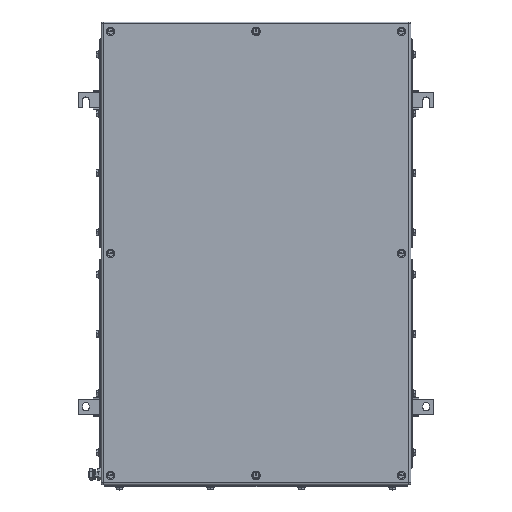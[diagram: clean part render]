
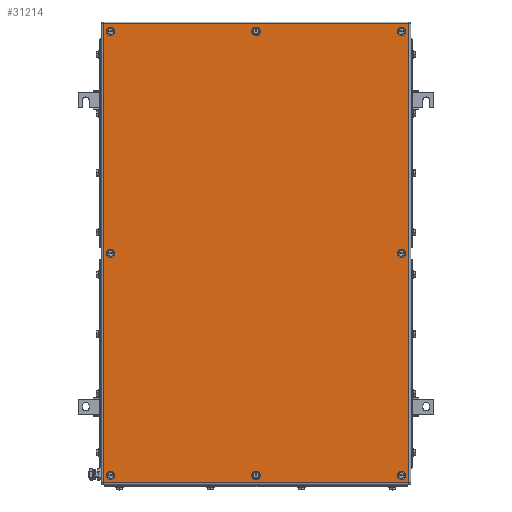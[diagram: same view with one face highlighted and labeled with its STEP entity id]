
A CAD part, top view. The second image highlights one B-rep face of the part: STEP entity #31214.
In plain terms, the highlighted planar face has unit normal (0, 0, 1).
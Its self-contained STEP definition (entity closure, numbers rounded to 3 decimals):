
#31016=AXIS2_PLACEMENT_3D('Circle Axis2P3D',#31014,#31015,$) ;
#31043=AXIS2_PLACEMENT_3D('Plane Axis2P3D',#31040,#31041,#31042) ;
#31081=AXIS2_PLACEMENT_3D('Circle Axis2P3D',#31079,#31080,$) ;
#31090=AXIS2_PLACEMENT_3D('Circle Axis2P3D',#31088,#31089,$) ;
#31099=AXIS2_PLACEMENT_3D('Circle Axis2P3D',#31097,#31098,$) ;
#31108=AXIS2_PLACEMENT_3D('Circle Axis2P3D',#31106,#31107,$) ;
#31117=AXIS2_PLACEMENT_3D('Circle Axis2P3D',#31115,#31116,$) ;
#31126=AXIS2_PLACEMENT_3D('Circle Axis2P3D',#31124,#31125,$) ;
#31135=AXIS2_PLACEMENT_3D('Circle Axis2P3D',#31133,#31134,$) ;
#31144=AXIS2_PLACEMENT_3D('Circle Axis2P3D',#31142,#31143,$) ;
#31153=AXIS2_PLACEMENT_3D('Circle Axis2P3D',#31151,#31152,$) ;
#31162=AXIS2_PLACEMENT_3D('Circle Axis2P3D',#31160,#31161,$) ;
#31171=AXIS2_PLACEMENT_3D('Circle Axis2P3D',#31169,#31170,$) ;
#31180=AXIS2_PLACEMENT_3D('Circle Axis2P3D',#31178,#31179,$) ;
#31189=AXIS2_PLACEMENT_3D('Circle Axis2P3D',#31187,#31188,$) ;
#31198=AXIS2_PLACEMENT_3D('Circle Axis2P3D',#31196,#31197,$) ;
#31207=AXIS2_PLACEMENT_3D('Circle Axis2P3D',#31205,#31206,$) ;
#31011=CARTESIAN_POINT('Vertex',(291.,23.5,153.5)) ;
#31014=CARTESIAN_POINT('Axis2P3D Location',(294.5,23.5,153.5)) ;
#31018=CARTESIAN_POINT('Vertex',(298.,23.5,153.5)) ;
#31040=CARTESIAN_POINT('Axis2P3D Location',(294.5,392.,153.5)) ;
#31045=CARTESIAN_POINT('Line Origine',(294.5,772.5,153.5)) ;
#31049=CARTESIAN_POINT('Vertex',(548.,772.5,153.5)) ;
#31051=CARTESIAN_POINT('Vertex',(41.,772.5,153.5)) ;
#31054=CARTESIAN_POINT('Line Origine',(41.,392.,153.5)) ;
#31058=CARTESIAN_POINT('Vertex',(41.,11.5,153.5)) ;
#31061=CARTESIAN_POINT('Line Origine',(294.5,11.5,153.5)) ;
#31065=CARTESIAN_POINT('Vertex',(548.,11.5,153.5)) ;
#31068=CARTESIAN_POINT('Line Origine',(548.,392.,153.5)) ;
#31079=CARTESIAN_POINT('Axis2P3D Location',(294.5,23.5,153.5)) ;
#31088=CARTESIAN_POINT('Axis2P3D Location',(294.5,760.5,153.5)) ;
#31092=CARTESIAN_POINT('Vertex',(298.,760.5,153.5)) ;
#31094=CARTESIAN_POINT('Vertex',(291.,760.5,153.5)) ;
#31097=CARTESIAN_POINT('Axis2P3D Location',(294.5,760.5,153.5)) ;
#31106=CARTESIAN_POINT('Axis2P3D Location',(53.,392.,153.5)) ;
#31110=CARTESIAN_POINT('Vertex',(49.5,392.,153.5)) ;
#31112=CARTESIAN_POINT('Vertex',(56.5,392.,153.5)) ;
#31115=CARTESIAN_POINT('Axis2P3D Location',(53.,392.,153.5)) ;
#31124=CARTESIAN_POINT('Axis2P3D Location',(536.,392.,153.5)) ;
#31128=CARTESIAN_POINT('Vertex',(539.5,392.,153.5)) ;
#31130=CARTESIAN_POINT('Vertex',(532.5,392.,153.5)) ;
#31133=CARTESIAN_POINT('Axis2P3D Location',(536.,392.,153.5)) ;
#31142=CARTESIAN_POINT('Axis2P3D Location',(53.,760.5,153.5)) ;
#31146=CARTESIAN_POINT('Vertex',(49.5,760.5,153.5)) ;
#31148=CARTESIAN_POINT('Vertex',(56.5,760.5,153.5)) ;
#31151=CARTESIAN_POINT('Axis2P3D Location',(53.,760.5,153.5)) ;
#31160=CARTESIAN_POINT('Axis2P3D Location',(53.,23.5,153.5)) ;
#31164=CARTESIAN_POINT('Vertex',(49.5,23.5,153.5)) ;
#31166=CARTESIAN_POINT('Vertex',(56.5,23.5,153.5)) ;
#31169=CARTESIAN_POINT('Axis2P3D Location',(53.,23.5,153.5)) ;
#31178=CARTESIAN_POINT('Axis2P3D Location',(536.,23.5,153.5)) ;
#31182=CARTESIAN_POINT('Vertex',(539.5,23.5,153.5)) ;
#31184=CARTESIAN_POINT('Vertex',(532.5,23.5,153.5)) ;
#31187=CARTESIAN_POINT('Axis2P3D Location',(536.,23.5,153.5)) ;
#31196=CARTESIAN_POINT('Axis2P3D Location',(536.,760.5,153.5)) ;
#31200=CARTESIAN_POINT('Vertex',(539.5,760.5,153.5)) ;
#31202=CARTESIAN_POINT('Vertex',(532.5,760.5,153.5)) ;
#31205=CARTESIAN_POINT('Axis2P3D Location',(536.,760.5,153.5)) ;
#31015=DIRECTION('Axis2P3D Direction',(0.,0.,1.)) ;
#31041=DIRECTION('Axis2P3D Direction',(0.,0.,1.)) ;
#31042=DIRECTION('Axis2P3D XDirection',(1.,0.,0.)) ;
#31046=DIRECTION('Vector Direction',(1.,0.,0.)) ;
#31055=DIRECTION('Vector Direction',(0.,-1.,0.)) ;
#31062=DIRECTION('Vector Direction',(1.,0.,0.)) ;
#31069=DIRECTION('Vector Direction',(0.,1.,0.)) ;
#31080=DIRECTION('Axis2P3D Direction',(0.,0.,1.)) ;
#31089=DIRECTION('Axis2P3D Direction',(0.,0.,1.)) ;
#31098=DIRECTION('Axis2P3D Direction',(0.,0.,1.)) ;
#31107=DIRECTION('Axis2P3D Direction',(0.,0.,1.)) ;
#31116=DIRECTION('Axis2P3D Direction',(0.,0.,1.)) ;
#31125=DIRECTION('Axis2P3D Direction',(0.,0.,1.)) ;
#31134=DIRECTION('Axis2P3D Direction',(0.,0.,1.)) ;
#31143=DIRECTION('Axis2P3D Direction',(0.,0.,1.)) ;
#31152=DIRECTION('Axis2P3D Direction',(0.,0.,1.)) ;
#31161=DIRECTION('Axis2P3D Direction',(0.,0.,1.)) ;
#31170=DIRECTION('Axis2P3D Direction',(0.,0.,1.)) ;
#31179=DIRECTION('Axis2P3D Direction',(0.,0.,1.)) ;
#31188=DIRECTION('Axis2P3D Direction',(0.,0.,1.)) ;
#31197=DIRECTION('Axis2P3D Direction',(0.,0.,1.)) ;
#31206=DIRECTION('Axis2P3D Direction',(0.,0.,1.)) ;
#31047=VECTOR('Line Direction',#31046,1.) ;
#31056=VECTOR('Line Direction',#31055,1.) ;
#31063=VECTOR('Line Direction',#31062,1.) ;
#31070=VECTOR('Line Direction',#31069,1.) ;
#31074=ORIENTED_EDGE('',*,*,#31053,.T.) ;
#31075=ORIENTED_EDGE('',*,*,#31060,.T.) ;
#31076=ORIENTED_EDGE('',*,*,#31067,.T.) ;
#31077=ORIENTED_EDGE('',*,*,#31072,.T.) ;
#31085=ORIENTED_EDGE('',*,*,#31083,.F.) ;
#31086=ORIENTED_EDGE('',*,*,#31020,.F.) ;
#31103=ORIENTED_EDGE('',*,*,#31096,.F.) ;
#31104=ORIENTED_EDGE('',*,*,#31101,.F.) ;
#31121=ORIENTED_EDGE('',*,*,#31114,.F.) ;
#31122=ORIENTED_EDGE('',*,*,#31119,.F.) ;
#31139=ORIENTED_EDGE('',*,*,#31132,.F.) ;
#31140=ORIENTED_EDGE('',*,*,#31137,.F.) ;
#31157=ORIENTED_EDGE('',*,*,#31150,.F.) ;
#31158=ORIENTED_EDGE('',*,*,#31155,.F.) ;
#31175=ORIENTED_EDGE('',*,*,#31168,.F.) ;
#31176=ORIENTED_EDGE('',*,*,#31173,.F.) ;
#31193=ORIENTED_EDGE('',*,*,#31186,.F.) ;
#31194=ORIENTED_EDGE('',*,*,#31191,.F.) ;
#31211=ORIENTED_EDGE('',*,*,#31204,.F.) ;
#31212=ORIENTED_EDGE('',*,*,#31209,.F.) ;
#31087=FACE_BOUND('',#31084,.T.) ;
#31105=FACE_BOUND('',#31102,.T.) ;
#31123=FACE_BOUND('',#31120,.T.) ;
#31141=FACE_BOUND('',#31138,.T.) ;
#31159=FACE_BOUND('',#31156,.T.) ;
#31177=FACE_BOUND('',#31174,.T.) ;
#31195=FACE_BOUND('',#31192,.T.) ;
#31213=FACE_BOUND('',#31210,.T.) ;
#31214=ADVANCED_FACE('ZUB_KTB_FS_765015_3GP_AllCATPart.2\\ZUB_DE_KTB_FS.1\\DE_KTB_MH_PART_MASTER.1\\Koerper.2',(#31078,#31087,#31105,#31123,#31141,#31159,#31177,#31195,#31213),#31044,.T.) ;
#31017=CIRCLE('generated circle',#31016,3.5) ;
#31082=CIRCLE('generated circle',#31081,3.5) ;
#31091=CIRCLE('generated circle',#31090,3.5) ;
#31100=CIRCLE('generated circle',#31099,3.5) ;
#31109=CIRCLE('generated circle',#31108,3.5) ;
#31118=CIRCLE('generated circle',#31117,3.5) ;
#31127=CIRCLE('generated circle',#31126,3.5) ;
#31136=CIRCLE('generated circle',#31135,3.5) ;
#31145=CIRCLE('generated circle',#31144,3.5) ;
#31154=CIRCLE('generated circle',#31153,3.5) ;
#31163=CIRCLE('generated circle',#31162,3.5) ;
#31172=CIRCLE('generated circle',#31171,3.5) ;
#31181=CIRCLE('generated circle',#31180,3.5) ;
#31190=CIRCLE('generated circle',#31189,3.5) ;
#31199=CIRCLE('generated circle',#31198,3.5) ;
#31208=CIRCLE('generated circle',#31207,3.5) ;
#31020=EDGE_CURVE('',#31012,#31019,#31017,.T.) ;
#31053=EDGE_CURVE('',#31050,#31052,#31048,.F.) ;
#31060=EDGE_CURVE('',#31052,#31059,#31057,.T.) ;
#31067=EDGE_CURVE('',#31059,#31066,#31064,.T.) ;
#31072=EDGE_CURVE('',#31066,#31050,#31071,.T.) ;
#31083=EDGE_CURVE('',#31019,#31012,#31082,.T.) ;
#31096=EDGE_CURVE('',#31093,#31095,#31091,.T.) ;
#31101=EDGE_CURVE('',#31095,#31093,#31100,.T.) ;
#31114=EDGE_CURVE('',#31111,#31113,#31109,.T.) ;
#31119=EDGE_CURVE('',#31113,#31111,#31118,.T.) ;
#31132=EDGE_CURVE('',#31129,#31131,#31127,.T.) ;
#31137=EDGE_CURVE('',#31131,#31129,#31136,.T.) ;
#31150=EDGE_CURVE('',#31147,#31149,#31145,.T.) ;
#31155=EDGE_CURVE('',#31149,#31147,#31154,.T.) ;
#31168=EDGE_CURVE('',#31165,#31167,#31163,.T.) ;
#31173=EDGE_CURVE('',#31167,#31165,#31172,.T.) ;
#31186=EDGE_CURVE('',#31183,#31185,#31181,.T.) ;
#31191=EDGE_CURVE('',#31185,#31183,#31190,.T.) ;
#31204=EDGE_CURVE('',#31201,#31203,#31199,.T.) ;
#31209=EDGE_CURVE('',#31203,#31201,#31208,.T.) ;
#31073=EDGE_LOOP('',(#31074,#31075,#31076,#31077)) ;
#31084=EDGE_LOOP('',(#31085,#31086)) ;
#31102=EDGE_LOOP('',(#31103,#31104)) ;
#31120=EDGE_LOOP('',(#31121,#31122)) ;
#31138=EDGE_LOOP('',(#31139,#31140)) ;
#31156=EDGE_LOOP('',(#31157,#31158)) ;
#31174=EDGE_LOOP('',(#31175,#31176)) ;
#31192=EDGE_LOOP('',(#31193,#31194)) ;
#31210=EDGE_LOOP('',(#31211,#31212)) ;
#31078=FACE_OUTER_BOUND('',#31073,.T.) ;
#31048=LINE('Line',#31045,#31047) ;
#31057=LINE('Line',#31054,#31056) ;
#31064=LINE('Line',#31061,#31063) ;
#31071=LINE('Line',#31068,#31070) ;
#31044=PLANE('',#31043) ;
#31012=VERTEX_POINT('',#31011) ;
#31019=VERTEX_POINT('',#31018) ;
#31050=VERTEX_POINT('',#31049) ;
#31052=VERTEX_POINT('',#31051) ;
#31059=VERTEX_POINT('',#31058) ;
#31066=VERTEX_POINT('',#31065) ;
#31093=VERTEX_POINT('',#31092) ;
#31095=VERTEX_POINT('',#31094) ;
#31111=VERTEX_POINT('',#31110) ;
#31113=VERTEX_POINT('',#31112) ;
#31129=VERTEX_POINT('',#31128) ;
#31131=VERTEX_POINT('',#31130) ;
#31147=VERTEX_POINT('',#31146) ;
#31149=VERTEX_POINT('',#31148) ;
#31165=VERTEX_POINT('',#31164) ;
#31167=VERTEX_POINT('',#31166) ;
#31183=VERTEX_POINT('',#31182) ;
#31185=VERTEX_POINT('',#31184) ;
#31201=VERTEX_POINT('',#31200) ;
#31203=VERTEX_POINT('',#31202) ;
